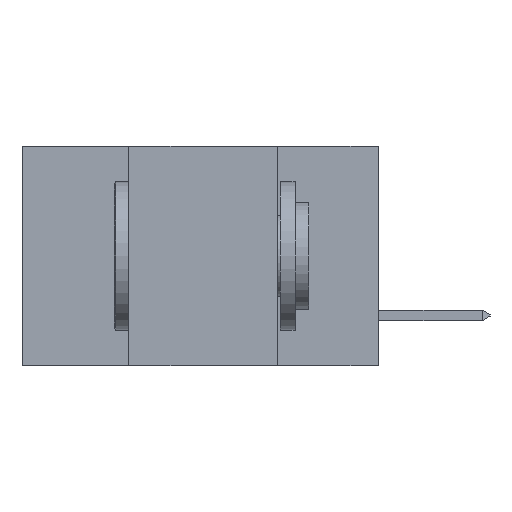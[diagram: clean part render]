
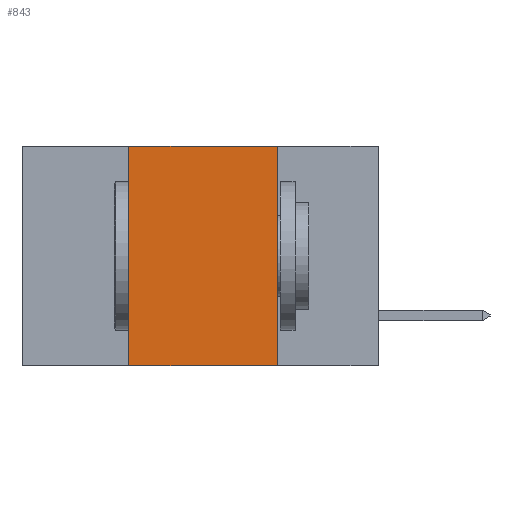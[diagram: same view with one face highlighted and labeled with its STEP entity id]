
A CAD part, left-side view. The second image highlights one B-rep face of the part: STEP entity #843.
In plain terms, the highlighted planar face has unit normal (-1, 0, 0).
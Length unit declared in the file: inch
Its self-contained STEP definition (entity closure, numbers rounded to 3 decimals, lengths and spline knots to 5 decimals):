
#843 = ADVANCED_FACE ( 'NONE', ( #19044 ), #8037, .F. ) ;
#1071 = ORIENTED_EDGE ( 'NONE', *, *, #7330, .F. ) ;
#2062 = ORIENTED_EDGE ( 'NONE', *, *, #4179, .F. ) ;
#2557 = ORIENTED_EDGE ( 'NONE', *, *, #3138, .T. ) ;
#2996 = EDGE_LOOP ( 'NONE', ( #1071, #13876, #2062, #2557 ) ) ;
#3035 = CARTESIAN_POINT ( 'NONE',  ( 0., 0.42, -0.37 ) ) ;
#3138 = EDGE_CURVE ( 'NONE', #19117, #3895, #15864, .T. ) ;
#3367 = DIRECTION ( 'NONE',  ( 0., 0., 1. ) ) ;
#3510 = CARTESIAN_POINT ( 'NONE',  ( 0., 0.6, 0. ) ) ;
#3895 = VERTEX_POINT ( 'NONE', #19063 ) ;
#4179 = EDGE_CURVE ( 'NONE', #19117, #5793, #15400, .T. ) ;
#5793 = VERTEX_POINT ( 'NONE', #5964 ) ;
#5964 = CARTESIAN_POINT ( 'NONE',  ( 0., 0.42, 0. ) ) ;
#6221 = VERTEX_POINT ( 'NONE', #19403 ) ;
#7330 = EDGE_CURVE ( 'NONE', #6221, #3895, #10703, .T. ) ;
#7335 = VECTOR ( 'NONE', #3367, 39.37008 ) ;
#8037 = PLANE ( 'NONE',  #10278 ) ;
#9950 = VECTOR ( 'NONE', #15302, 39.37008 ) ;
#10278 = AXIS2_PLACEMENT_3D ( 'NONE', #14624, #12600, #14149 ) ;
#10512 = LINE ( 'NONE', #3510, #14518 ) ;
#10703 = LINE ( 'NONE', #14920, #18283 ) ;
#12600 = DIRECTION ( 'NONE',  ( 1., 0., 0. ) ) ;
#13876 = ORIENTED_EDGE ( 'NONE', *, *, #19266, .F. ) ;
#14149 = DIRECTION ( 'NONE',  ( 0., 0., -1. ) ) ;
#14226 = DIRECTION ( 'NONE',  ( 0., -1., 0. ) ) ;
#14518 = VECTOR ( 'NONE', #14226, 39.37008 ) ;
#14624 = CARTESIAN_POINT ( 'NONE',  ( 0., 0.6, 0. ) ) ;
#14791 = CARTESIAN_POINT ( 'NONE',  ( 0., 0.6, -0.37 ) ) ;
#14855 = DIRECTION ( 'NONE',  ( 0., 0., -1. ) ) ;
#14920 = CARTESIAN_POINT ( 'NONE',  ( 0., 0.17, 0. ) ) ;
#15124 = CARTESIAN_POINT ( 'NONE',  ( 0., 0.42, 0. ) ) ;
#15302 = DIRECTION ( 'NONE',  ( 0., -1., 0. ) ) ;
#15400 = LINE ( 'NONE', #15124, #7335 ) ;
#15864 = LINE ( 'NONE', #14791, #9950 ) ;
#18283 = VECTOR ( 'NONE', #14855, 39.37008 ) ;
#19044 = FACE_OUTER_BOUND ( 'NONE', #2996, .T. ) ;
#19063 = CARTESIAN_POINT ( 'NONE',  ( 0., 0.17, -0.37 ) ) ;
#19117 = VERTEX_POINT ( 'NONE', #3035 ) ;
#19266 = EDGE_CURVE ( 'NONE', #5793, #6221, #10512, .T. ) ;
#19403 = CARTESIAN_POINT ( 'NONE',  ( 0., 0.17, 0. ) ) ;
